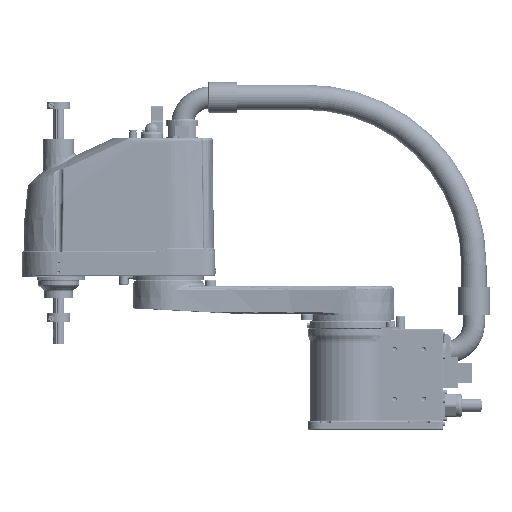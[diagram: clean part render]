
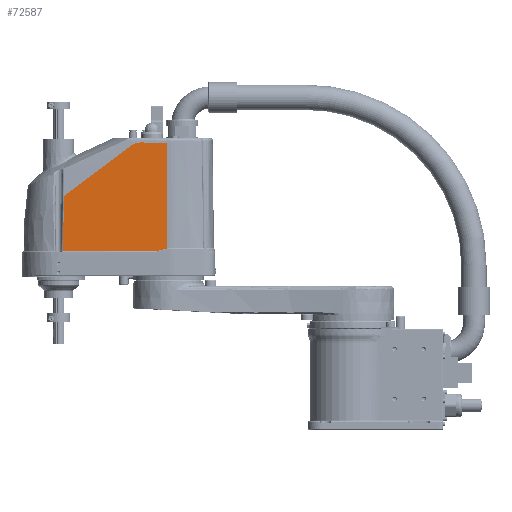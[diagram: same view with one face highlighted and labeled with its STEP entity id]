
A CAD part, left-side view. The second image highlights one B-rep face of the part: STEP entity #72587.
In plain terms, the highlighted face is planar.
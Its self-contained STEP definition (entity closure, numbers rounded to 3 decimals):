
#3726 = CARTESIAN_POINT ( 'NONE',  ( 40.96, 49.594, 183.294 ) ) ;
#5368 = ORIENTED_EDGE ( 'NONE', *, *, #81583, .T. ) ;
#9098 = CARTESIAN_POINT ( 'NONE',  ( 16.086, 51.55, 35.191 ) ) ;
#10492 = CARTESIAN_POINT ( 'NONE',  ( 1.842, 51.899, 38.726 ) ) ;
#10951 = EDGE_LOOP ( 'NONE', ( #137443, #5368, #76140, #139365, #43282, #133384, #127506, #14317, #120482 ) ) ;
#11322 = EDGE_CURVE ( 'NONE', #33193, #97412, #173808, .T. ) ;
#14317 = ORIENTED_EDGE ( 'NONE', *, *, #80747, .F. ) ;
#21254 = CARTESIAN_POINT ( 'NONE',  ( 11.981, 51.652, 36.009 ) ) ;
#22142 = CARTESIAN_POINT ( 'NONE',  ( 50.358, 49.378, 179.299 ) ) ;
#27426 = PLANE ( 'NONE',  #30948 ) ;
#30523 = VECTOR ( 'NONE', #150898, 1000. ) ;
#30712 = VECTOR ( 'NONE', #55635, 1000. ) ;
#30948 = AXIS2_PLACEMENT_3D ( 'NONE', #53470, #40099, #150348 ) ;
#31523 = VERTEX_POINT ( 'NONE', #172610 ) ;
#31611 = EDGE_CURVE ( 'NONE', #31523, #38956, #62650, .T. ) ;
#32701 = CARTESIAN_POINT ( 'NONE',  ( 48.278, 49.42, 180.855 ) ) ;
#33193 = VERTEX_POINT ( 'NONE', #22142 ) ;
#33292 = CARTESIAN_POINT ( 'NONE',  ( 43.538, 49.529, 182.863 ) ) ;
#33703 = VECTOR ( 'NONE', #72202, 1000. ) ;
#37697 = VERTEX_POINT ( 'NONE', #48531 ) ;
#38956 = VERTEX_POINT ( 'NONE', #136526 ) ;
#40099 = DIRECTION ( 'NONE',  ( -0.027, -1., -0.009 ) ) ;
#40355 = LINE ( 'NONE', #104545, #157349 ) ;
#43282 = ORIENTED_EDGE ( 'NONE', *, *, #73874, .T. ) ;
#43853 = EDGE_CURVE ( 'NONE', #158993, #70437, #121690, .T. ) ;
#44947 = CARTESIAN_POINT ( 'NONE',  ( 144.036, 48.137, 35.191 ) ) ;
#48531 = CARTESIAN_POINT ( 'NONE',  ( 142.727, 47.517, 110.199 ) ) ;
#48786 = DIRECTION ( 'NONE',  ( -1., 0.027, 0. ) ) ;
#51435 = CARTESIAN_POINT ( 'NONE',  ( 14.016, 51.603, 35.464 ) ) ;
#53470 = CARTESIAN_POINT ( 'NONE',  ( 76.313, 49.233, 116.624 ) ) ;
#54343 = VECTOR ( 'NONE', #88254, 1000. ) ;
#55635 = DIRECTION ( 'NONE',  ( 0., 0.009, -1. ) ) ;
#58204 = CARTESIAN_POINT ( 'NONE',  ( 151.263, 47.345, 103.813 ) ) ;
#60720 = FACE_OUTER_BOUND ( 'NONE', #10951, .T. ) ;
#62650 = B_SPLINE_CURVE_WITH_KNOTS ( 'NONE', 3,
 ( #90240, #9098, #51435, #21254 ),
 .UNSPECIFIED., .F., .F.,
 ( 4, 4 ),
 ( 0., 1. ),
 .UNSPECIFIED. ) ;
#70437 = VERTEX_POINT ( 'NONE', #152300 ) ;
#72202 = DIRECTION ( 'NONE',  ( -0.801, 0.016, 0.599 ) ) ;
#72587 = ADVANCED_FACE ( 'NONE', ( #60720 ), #27426, .F. ) ;
#73874 = EDGE_CURVE ( 'NONE', #38956, #109273, #86328, .T. ) ;
#76140 = ORIENTED_EDGE ( 'NONE', *, *, #151514, .T. ) ;
#80747 = EDGE_CURVE ( 'NONE', #97412, #158993, #138954, .T. ) ;
#81583 = EDGE_CURVE ( 'NONE', #37697, #159415, #84580, .T. ) ;
#84580 = LINE ( 'NONE', #156660, #54343 ) ;
#86328 = LINE ( 'NONE', #10492, #155644 ) ;
#86662 = CARTESIAN_POINT ( 'NONE',  ( 45.985, 49.47, 182.044 ) ) ;
#88254 = DIRECTION ( 'NONE',  ( 0.017, 0.008, -1. ) ) ;
#90240 = CARTESIAN_POINT ( 'NONE',  ( 18.193, 51.494, 35.191 ) ) ;
#94641 = EDGE_CURVE ( 'NONE', #70437, #109273, #96963, .T. ) ;
#96963 = B_SPLINE_CURVE_WITH_KNOTS ( 'NONE', 3,
 ( #101680, #157892, #141603, #142797 ),
 .UNSPECIFIED., .F., .F.,
 ( 4, 4 ),
 ( 0., 1. ),
 .UNSPECIFIED. ) ;
#97412 = VERTEX_POINT ( 'NONE', #177164 ) ;
#100652 = CARTESIAN_POINT ( 'NONE',  ( 38.308, 49.664, 183.285 ) ) ;
#101680 = CARTESIAN_POINT ( 'NONE',  ( 1.385, 51.911, 38.798 ) ) ;
#104492 = CARTESIAN_POINT ( 'NONE',  ( 1.351, 50.651, 183.156 ) ) ;
#104545 = CARTESIAN_POINT ( 'NONE',  ( 17.227, 51.52, 35.191 ) ) ;
#107432 = LINE ( 'NONE', #58204, #33703 ) ;
#109273 = VERTEX_POINT ( 'NONE', #157369 ) ;
#120482 = ORIENTED_EDGE ( 'NONE', *, *, #11322, .F. ) ;
#121690 = LINE ( 'NONE', #136823, #30712 ) ;
#121788 = DIRECTION ( 'NONE',  ( -0.966, 0.024, 0.259 ) ) ;
#127506 = ORIENTED_EDGE ( 'NONE', *, *, #43853, .F. ) ;
#130208 = CARTESIAN_POINT ( 'NONE',  ( 50.358, 49.378, 179.299 ) ) ;
#133384 = ORIENTED_EDGE ( 'NONE', *, *, #94641, .F. ) ;
#136526 = CARTESIAN_POINT ( 'NONE',  ( 11.981, 51.652, 36.009 ) ) ;
#136823 = CARTESIAN_POINT ( 'NONE',  ( 1.368, 51.281, 110.977 ) ) ;
#136977 = CARTESIAN_POINT ( 'NONE',  ( 38.308, 49.664, 183.285 ) ) ;
#137443 = ORIENTED_EDGE ( 'NONE', *, *, #163764, .F. ) ;
#138954 = LINE ( 'NONE', #136977, #30523 ) ;
#139365 = ORIENTED_EDGE ( 'NONE', *, *, #31611, .T. ) ;
#141603 = CARTESIAN_POINT ( 'NONE',  ( 2.316, 51.888, 38.599 ) ) ;
#142797 = CARTESIAN_POINT ( 'NONE',  ( 2.775, 51.877, 38.476 ) ) ;
#150348 = DIRECTION ( 'NONE',  ( -1., 0.027, 0. ) ) ;
#150898 = DIRECTION ( 'NONE',  ( -1., 0.027, -0.003 ) ) ;
#151514 = EDGE_CURVE ( 'NONE', #159415, #31523, #40355, .T. ) ;
#152300 = CARTESIAN_POINT ( 'NONE',  ( 1.385, 51.911, 38.798 ) ) ;
#155644 = VECTOR ( 'NONE', #121788, 1000. ) ;
#156660 = CARTESIAN_POINT ( 'NONE',  ( 142.595, 47.454, 117.766 ) ) ;
#157349 = VECTOR ( 'NONE', #48786, 1000. ) ;
#157369 = CARTESIAN_POINT ( 'NONE',  ( 2.775, 51.877, 38.476 ) ) ;
#157892 = CARTESIAN_POINT ( 'NONE',  ( 1.852, 51.899, 38.706 ) ) ;
#158993 = VERTEX_POINT ( 'NONE', #104492 ) ;
#159415 = VERTEX_POINT ( 'NONE', #44947 ) ;
#163764 = EDGE_CURVE ( 'NONE', #37697, #33193, #107432, .T. ) ;
#172610 = CARTESIAN_POINT ( 'NONE',  ( 18.193, 51.494, 35.191 ) ) ;
#173808 = B_SPLINE_CURVE_WITH_KNOTS ( 'NONE', 5,
 ( #130208, #32701, #86662, #33292, #3726, #100652 ),
 .UNSPECIFIED., .F., .F.,
 ( 6, 6 ),
 ( 0., 1. ),
 .UNSPECIFIED. ) ;
#177164 = CARTESIAN_POINT ( 'NONE',  ( 38.308, 49.664, 183.285 ) ) ;
